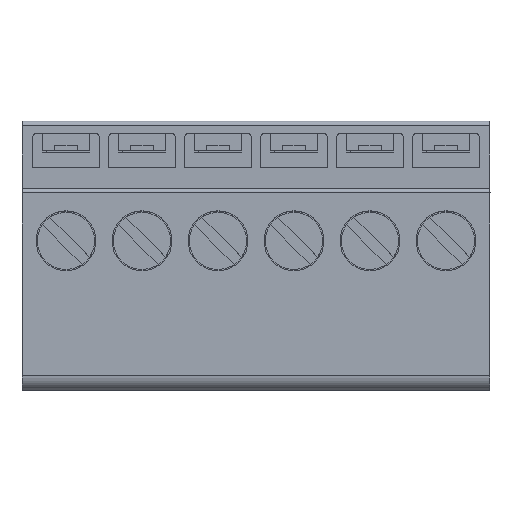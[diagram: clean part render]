
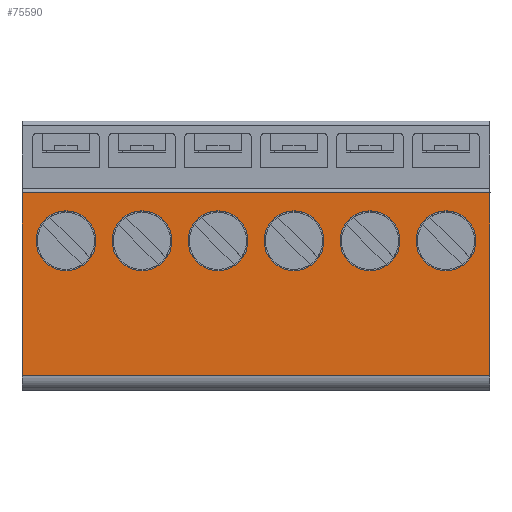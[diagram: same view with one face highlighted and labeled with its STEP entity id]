
A CAD part, top view. The second image highlights one B-rep face of the part: STEP entity #75590.
In plain terms, the highlighted face is planar.
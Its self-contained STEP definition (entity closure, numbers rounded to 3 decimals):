
#35120=CARTESIAN_POINT('',(-54.38,-12.2,
-66.66));
#35130=VERTEX_POINT('',#35120);
#35290=CARTESIAN_POINT('',(-54.38,-12.2,
-97.94));
#35300=VERTEX_POINT('',#35290);
#35330=CARTESIAN_POINT('',(-54.38,-12.2,
-77.575));
#35340=DIRECTION('',(0.,0.,-1.));
#35350=VECTOR('',#35340,1.);
#35360=LINE('',#35330,#35350);
#35370=EDGE_CURVE('',#35130,#35300,#35360,.T.);
#59960=CARTESIAN_POINT('',(-42.18,-12.2,
-97.94));
#59970=VERTEX_POINT('',#59960);
#60000=CARTESIAN_POINT('',(-5.694,-12.2,
-97.94));
#60010=DIRECTION('',(1.,0.,0.));
#60020=VECTOR('',#60010,1.);
#60030=LINE('',#60000,#60020);
#60040=EDGE_CURVE('',#35300,#59970,#60030,.T.);
#62790=CARTESIAN_POINT('',(-43.38,-12.2,
-95.));
#62800=VERTEX_POINT('',#62790);
#62830=CARTESIAN_POINT('',(-45.38,-12.2,
-95.));
#62840=DIRECTION('',(0.,-1.,0.));
#62850=DIRECTION('',(-1.,0.,0.));
#62860=AXIS2_PLACEMENT_3D('',#62830,#62840,#62850);
#62870=CIRCLE('',#62860,2.);
#62880=CARTESIAN_POINT('',(-47.38,-12.2,
-95.));
#62890=VERTEX_POINT('',#62880);
#62900=EDGE_CURVE('',#62800,#62890,#62870,.T.);
#71570=CARTESIAN_POINT('',(-42.18,-12.2,
-66.66));
#71580=VERTEX_POINT('',#71570);
#71610=CARTESIAN_POINT('',(-42.18,-12.2,
-102.616));
#71620=DIRECTION('',(0.,0.,-1.));
#71630=VECTOR('',#71620,1.);
#71640=LINE('',#71610,#71630);
#71650=EDGE_CURVE('',#71580,#59970,#71640,.T.);
#74630=CARTESIAN_POINT('',(-40.28,-12.2,
-102.62));
#74640=DIRECTION('',(0.,1.,0.));
#74650=DIRECTION('',(0.,0.,-1.));
#74660=AXIS2_PLACEMENT_3D('',#74630,#74640,#74650);
#74670=PLANE('',#74660);
#74680=EDGE_CURVE('',#62890,#62800,#62870,.T.);
#74690=ORIENTED_EDGE('',*,*,#74680,.T.);
#74700=ORIENTED_EDGE('',*,*,#62900,.T.);
#74710=EDGE_LOOP('',(#74700,#74690));
#74720=FACE_BOUND('',#74710,.T.);
#74730=CARTESIAN_POINT('',(-45.38,-12.2,
-74.68));
#74740=DIRECTION('',(0.,-1.,0.));
#74750=DIRECTION('',(-1.,0.,0.));
#74760=AXIS2_PLACEMENT_3D('',#74730,#74740,#74750);
#74770=CIRCLE('',#74760,2.);
#74780=CARTESIAN_POINT('',(-43.38,-12.2,
-74.68));
#74790=VERTEX_POINT('',#74780);
#74800=CARTESIAN_POINT('',(-47.38,-12.2,
-74.68));
#74810=VERTEX_POINT('',#74800);
#74820=EDGE_CURVE('',#74790,#74810,#74770,.T.);
#74830=ORIENTED_EDGE('',*,*,#74820,.T.);
#74840=EDGE_CURVE('',#74810,#74790,#74770,.T.);
#74850=ORIENTED_EDGE('',*,*,#74840,.T.);
#74860=EDGE_LOOP('',(#74850,#74830));
#74870=FACE_BOUND('',#74860,.T.);
#74880=CARTESIAN_POINT('',(-45.38,-12.2,
-89.92));
#74890=DIRECTION('',(0.,-1.,0.));
#74900=DIRECTION('',(-1.,0.,0.));
#74910=AXIS2_PLACEMENT_3D('',#74880,#74890,#74900);
#74920=CIRCLE('',#74910,2.);
#74930=CARTESIAN_POINT('',(-47.38,-12.2,
-89.92));
#74940=VERTEX_POINT('',#74930);
#74950=CARTESIAN_POINT('',(-43.38,-12.2,
-89.92));
#74960=VERTEX_POINT('',#74950);
#74970=EDGE_CURVE('',#74940,#74960,#74920,.T.);
#74980=ORIENTED_EDGE('',*,*,#74970,.T.);
#74990=EDGE_CURVE('',#74960,#74940,#74920,.T.);
#75000=ORIENTED_EDGE('',*,*,#74990,.T.);
#75010=EDGE_LOOP('',(#75000,#74980));
#75020=FACE_BOUND('',#75010,.T.);
#75030=CARTESIAN_POINT('',(-45.38,-12.2,
-84.84));
#75040=DIRECTION('',(0.,-1.,0.));
#75050=DIRECTION('',(-1.,0.,0.));
#75060=AXIS2_PLACEMENT_3D('',#75030,#75040,#75050);
#75070=CIRCLE('',#75060,2.);
#75080=CARTESIAN_POINT('',(-43.38,-12.2,
-84.84));
#75090=VERTEX_POINT('',#75080);
#75100=CARTESIAN_POINT('',(-47.38,-12.2,
-84.84));
#75110=VERTEX_POINT('',#75100);
#75120=EDGE_CURVE('',#75090,#75110,#75070,.T.);
#75130=ORIENTED_EDGE('',*,*,#75120,.T.);
#75140=EDGE_CURVE('',#75110,#75090,#75070,.T.);
#75150=ORIENTED_EDGE('',*,*,#75140,.T.);
#75160=EDGE_LOOP('',(#75150,#75130));
#75170=FACE_BOUND('',#75160,.T.);
#75180=CARTESIAN_POINT('',(-45.38,-12.2,
-79.76));
#75190=DIRECTION('',(0.,-1.,0.));
#75200=DIRECTION('',(-1.,0.,0.));
#75210=AXIS2_PLACEMENT_3D('',#75180,#75190,#75200);
#75220=CIRCLE('',#75210,2.);
#75230=CARTESIAN_POINT('',(-47.38,-12.2,
-79.76));
#75240=VERTEX_POINT('',#75230);
#75250=CARTESIAN_POINT('',(-43.38,-12.2,
-79.76));
#75260=VERTEX_POINT('',#75250);
#75270=EDGE_CURVE('',#75240,#75260,#75220,.T.);
#75280=ORIENTED_EDGE('',*,*,#75270,.T.);
#75290=EDGE_CURVE('',#75260,#75240,#75220,.T.);
#75300=ORIENTED_EDGE('',*,*,#75290,.T.);
#75310=EDGE_LOOP('',(#75300,#75280));
#75320=FACE_BOUND('',#75310,.T.);
#75330=CARTESIAN_POINT('',(-5.694,-12.2,
-66.66));
#75340=DIRECTION('',(-1.,0.,0.));
#75350=VECTOR('',#75340,1.);
#75360=LINE('',#75330,#75350);
#75370=EDGE_CURVE('',#71580,#35130,#75360,.T.);
#75380=ORIENTED_EDGE('',*,*,#75370,.F.);
#75390=ORIENTED_EDGE('',*,*,#35370,.F.);
#75400=ORIENTED_EDGE('',*,*,#60040,.F.);
#75410=ORIENTED_EDGE('',*,*,#71650,.T.);
#75420=EDGE_LOOP('',(#75410,#75400,#75390,#75380));
#75430=FACE_OUTER_BOUND('',#75420,.T.);
#75440=CARTESIAN_POINT('',(-45.38,-12.2,
-69.6));
#75450=DIRECTION('',(0.,-1.,0.));
#75460=DIRECTION('',(-1.,0.,0.));
#75470=AXIS2_PLACEMENT_3D('',#75440,#75450,#75460);
#75480=CIRCLE('',#75470,2.);
#75490=CARTESIAN_POINT('',(-47.38,-12.2,
-69.6));
#75500=VERTEX_POINT('',#75490);
#75510=CARTESIAN_POINT('',(-43.38,-12.2,
-69.6));
#75520=VERTEX_POINT('',#75510);
#75530=EDGE_CURVE('',#75500,#75520,#75480,.T.);
#75540=ORIENTED_EDGE('',*,*,#75530,.T.);
#75550=EDGE_CURVE('',#75520,#75500,#75480,.T.);
#75560=ORIENTED_EDGE('',*,*,#75550,.T.);
#75570=EDGE_LOOP('',(#75560,#75540));
#75580=FACE_BOUND('',#75570,.T.);
#75590=ADVANCED_FACE('',(#74720,#74870,#75020,#75170,#75320,#75430,
#75580),#74670,.T.);
